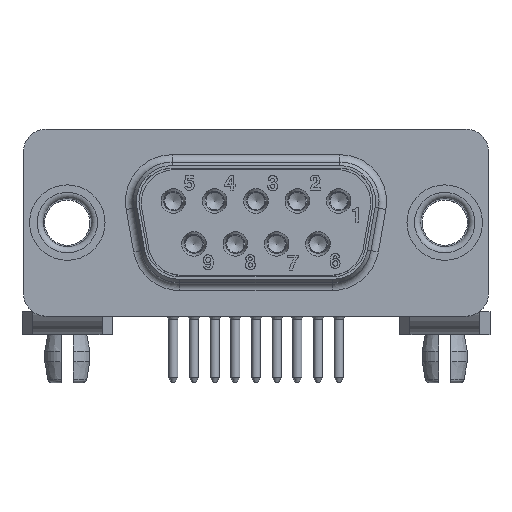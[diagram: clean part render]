
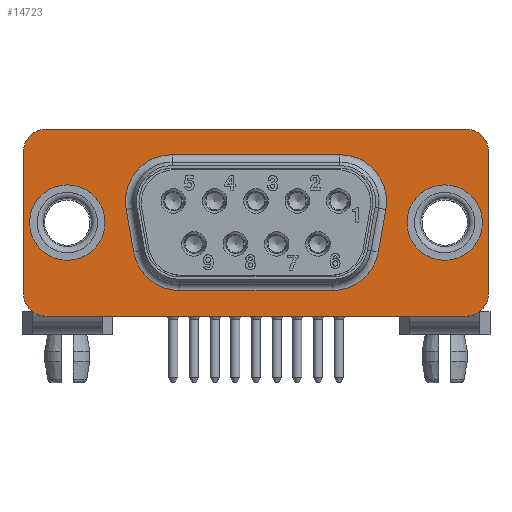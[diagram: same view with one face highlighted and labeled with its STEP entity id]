
A CAD part, top view. The second image highlights one B-rep face of the part: STEP entity #14723.
In plain terms, the highlighted face is planar.
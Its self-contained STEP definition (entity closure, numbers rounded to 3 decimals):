
#1793=LINE('',#28065,#2933);
#1794=LINE('',#28081,#2934);
#1796=LINE('',#28086,#2936);
#1798=LINE('',#28099,#2938);
#1802=LINE('',#28111,#2942);
#1803=LINE('',#28115,#2943);
#1804=LINE('',#28119,#2944);
#1805=LINE('',#28122,#2945);
#2933=VECTOR('',#19407,10.113);
#2934=VECTOR('',#19428,2.843);
#2936=VECTOR('',#19434,2.843);
#2938=VECTOR('',#19452,11.1);
#2942=VECTOR('',#19466,9.4);
#2943=VECTOR('',#19469,27.8);
#2944=VECTOR('',#19472,9.4);
#2945=VECTOR('',#19475,27.8);
#3505=PLANE('',#16015);
#3789=FACE_BOUND('',#5499,.T.);
#3790=FACE_BOUND('',#5500,.T.);
#3791=FACE_BOUND('',#5501,.T.);
#4495=FACE_OUTER_BOUND('',#5498,.T.);
#5498=EDGE_LOOP('',(#13075,#13076,#13077,#13078,#13079,#13080,#13081,#13082));
#5499=EDGE_LOOP('',(#13083));
#5500=EDGE_LOOP('',(#13084));
#5501=EDGE_LOOP('',(#13085,#13086,#13087,#13088,#13089,#13090,#13091,#13092));
#6160=CIRCLE('',#15995,3.1);
#6163=CIRCLE('',#15999,3.1);
#6167=CIRCLE('',#16006,3.1);
#6170=CIRCLE('',#16010,3.1);
#6171=CIRCLE('',#16016,1.5);
#6172=CIRCLE('',#16017,1.5);
#6173=CIRCLE('',#16018,1.5);
#6174=CIRCLE('',#16019,1.5);
#6175=CIRCLE('',#16020,2.5);
#6176=CIRCLE('',#16021,2.5);
#7362=VERTEX_POINT('',#28062);
#7363=VERTEX_POINT('',#28064);
#7365=VERTEX_POINT('',#28069);
#7366=VERTEX_POINT('',#28074);
#7368=VERTEX_POINT('',#28079);
#7369=VERTEX_POINT('',#28084);
#7371=VERTEX_POINT('',#28089);
#7372=VERTEX_POINT('',#28094);
#7373=VERTEX_POINT('',#28107);
#7374=VERTEX_POINT('',#28108);
#7375=VERTEX_POINT('',#28110);
#7376=VERTEX_POINT('',#28112);
#7377=VERTEX_POINT('',#28114);
#7378=VERTEX_POINT('',#28116);
#7379=VERTEX_POINT('',#28118);
#7380=VERTEX_POINT('',#28120);
#7381=VERTEX_POINT('',#28123);
#7382=VERTEX_POINT('',#28125);
#9316=EDGE_CURVE('',#7362,#7363,#1793,.T.);
#9319=EDGE_CURVE('',#7365,#7362,#6160,.T.);
#9322=EDGE_CURVE('',#7363,#7366,#6163,.T.);
#9324=EDGE_CURVE('',#7368,#7365,#1794,.T.);
#9327=EDGE_CURVE('',#7366,#7369,#1796,.T.);
#9329=EDGE_CURVE('',#7371,#7368,#6167,.T.);
#9332=EDGE_CURVE('',#7369,#7372,#6170,.T.);
#9334=EDGE_CURVE('',#7372,#7371,#1798,.T.);
#9338=EDGE_CURVE('',#7373,#7374,#6171,.T.);
#9339=EDGE_CURVE('',#7375,#7373,#1802,.T.);
#9340=EDGE_CURVE('',#7376,#7375,#6172,.T.);
#9341=EDGE_CURVE('',#7377,#7376,#1803,.T.);
#9342=EDGE_CURVE('',#7378,#7377,#6173,.T.);
#9343=EDGE_CURVE('',#7379,#7378,#1804,.T.);
#9344=EDGE_CURVE('',#7380,#7379,#6174,.T.);
#9345=EDGE_CURVE('',#7374,#7380,#1805,.T.);
#9346=EDGE_CURVE('',#7381,#7381,#6175,.T.);
#9347=EDGE_CURVE('',#7382,#7382,#6176,.T.);
#13075=ORIENTED_EDGE('',*,*,#9338,.F.);
#13076=ORIENTED_EDGE('',*,*,#9339,.F.);
#13077=ORIENTED_EDGE('',*,*,#9340,.F.);
#13078=ORIENTED_EDGE('',*,*,#9341,.F.);
#13079=ORIENTED_EDGE('',*,*,#9342,.F.);
#13080=ORIENTED_EDGE('',*,*,#9343,.F.);
#13081=ORIENTED_EDGE('',*,*,#9344,.F.);
#13082=ORIENTED_EDGE('',*,*,#9345,.F.);
#13083=ORIENTED_EDGE('',*,*,#9346,.T.);
#13084=ORIENTED_EDGE('',*,*,#9347,.T.);
#13085=ORIENTED_EDGE('',*,*,#9316,.F.);
#13086=ORIENTED_EDGE('',*,*,#9319,.F.);
#13087=ORIENTED_EDGE('',*,*,#9324,.F.);
#13088=ORIENTED_EDGE('',*,*,#9329,.F.);
#13089=ORIENTED_EDGE('',*,*,#9334,.F.);
#13090=ORIENTED_EDGE('',*,*,#9332,.F.);
#13091=ORIENTED_EDGE('',*,*,#9327,.F.);
#13092=ORIENTED_EDGE('',*,*,#9322,.F.);
#14723=ADVANCED_FACE('',(#4495,#3789,#3790,#3791),#3505,.F.);
#15995=AXIS2_PLACEMENT_3D('',#28071,#19414,#19415);
#15999=AXIS2_PLACEMENT_3D('',#28076,#19422,#19423);
#16006=AXIS2_PLACEMENT_3D('',#28091,#19439,#19440);
#16010=AXIS2_PLACEMENT_3D('',#28096,#19447,#19448);
#16015=AXIS2_PLACEMENT_3D('',#28106,#19462,#19463);
#16016=AXIS2_PLACEMENT_3D('',#28109,#19464,#19465);
#16017=AXIS2_PLACEMENT_3D('',#28113,#19467,#19468);
#16018=AXIS2_PLACEMENT_3D('',#28117,#19470,#19471);
#16019=AXIS2_PLACEMENT_3D('',#28121,#19473,#19474);
#16020=AXIS2_PLACEMENT_3D('',#28124,#19476,#19477);
#16021=AXIS2_PLACEMENT_3D('',#28126,#19478,#19479);
#19407=DIRECTION('',(-1.,0.,0.));
#19414=DIRECTION('center_axis',(0.,0.,-1.));
#19415=DIRECTION('ref_axis',(0.643,-0.766,0.));
#19422=DIRECTION('center_axis',(0.,0.,-1.));
#19423=DIRECTION('ref_axis',(-0.643,-0.766,0.));
#19428=DIRECTION('',(-0.174,-0.985,0.));
#19434=DIRECTION('',(-0.174,0.985,0.));
#19439=DIRECTION('center_axis',(0.,0.,-1.));
#19440=DIRECTION('ref_axis',(0.766,0.643,0.));
#19447=DIRECTION('center_axis',(0.,0.,-1.));
#19448=DIRECTION('ref_axis',(-0.766,0.643,0.));
#19452=DIRECTION('',(1.,0.,0.));
#19462=DIRECTION('center_axis',(0.,0.,1.));
#19463=DIRECTION('ref_axis',(1.,0.,0.));
#19464=DIRECTION('center_axis',(0.,0.,1.));
#19465=DIRECTION('ref_axis',(0.707,0.707,0.));
#19466=DIRECTION('',(0.,1.,0.));
#19467=DIRECTION('center_axis',(0.,0.,1.));
#19468=DIRECTION('ref_axis',(0.707,-0.707,0.));
#19469=DIRECTION('',(1.,0.,0.));
#19470=DIRECTION('center_axis',(0.,0.,1.));
#19471=DIRECTION('ref_axis',(-0.707,-0.707,0.));
#19472=DIRECTION('',(0.,-1.,0.));
#19473=DIRECTION('center_axis',(0.,0.,1.));
#19474=DIRECTION('ref_axis',(-0.707,0.707,0.));
#19475=DIRECTION('',(-1.,0.,0.));
#19476=DIRECTION('center_axis',(0.,0.,1.));
#19477=DIRECTION('ref_axis',(-1.,0.,0.));
#19478=DIRECTION('center_axis',(0.,0.,1.));
#19479=DIRECTION('ref_axis',(-1.,0.,0.));
#28062=CARTESIAN_POINT('',(5.056,-4.5,-0.4));
#28064=CARTESIAN_POINT('',(-5.056,-4.5,-0.4));
#28065=CARTESIAN_POINT('',(3.868,-4.5,-0.4));
#28069=CARTESIAN_POINT('',(8.109,-1.938,-0.4));
#28071=CARTESIAN_POINT('Origin',(5.056,-1.4,-0.4));
#28074=CARTESIAN_POINT('',(-8.109,-1.938,-0.4));
#28076=CARTESIAN_POINT('Origin',(-5.056,-1.4,-0.4));
#28079=CARTESIAN_POINT('',(8.603,0.862,-0.4));
#28081=CARTESIAN_POINT('',(8.272,-1.017,-0.4));
#28084=CARTESIAN_POINT('',(-8.603,0.862,-0.4));
#28086=CARTESIAN_POINT('',(-8.285,-0.94,-0.4));
#28089=CARTESIAN_POINT('',(5.55,4.5,-0.4));
#28091=CARTESIAN_POINT('Origin',(5.55,1.4,-0.4));
#28094=CARTESIAN_POINT('',(-5.55,4.5,-0.4));
#28096=CARTESIAN_POINT('Origin',(-5.55,1.4,-0.4));
#28099=CARTESIAN_POINT('',(3.868,4.5,-0.4));
#28106=CARTESIAN_POINT('Origin',(7.735,0.027,-0.4));
#28107=CARTESIAN_POINT('',(15.4,4.7,-0.4));
#28108=CARTESIAN_POINT('',(13.9,6.2,-0.4));
#28109=CARTESIAN_POINT('Origin',(13.9,4.7,-0.4));
#28110=CARTESIAN_POINT('',(15.4,-4.7,-0.4));
#28111=CARTESIAN_POINT('',(15.4,-6.2,-0.4));
#28112=CARTESIAN_POINT('',(13.9,-6.2,-0.4));
#28113=CARTESIAN_POINT('Origin',(13.9,-4.7,-0.4));
#28114=CARTESIAN_POINT('',(-13.9,-6.2,-0.4));
#28115=CARTESIAN_POINT('',(-15.4,-6.2,-0.4));
#28116=CARTESIAN_POINT('',(-15.4,-4.7,-0.4));
#28117=CARTESIAN_POINT('Origin',(-13.9,-4.7,-0.4));
#28118=CARTESIAN_POINT('',(-15.4,4.7,-0.4));
#28119=CARTESIAN_POINT('',(-15.4,6.2,-0.4));
#28120=CARTESIAN_POINT('',(-13.9,6.2,-0.4));
#28121=CARTESIAN_POINT('Origin',(-13.9,4.7,-0.4));
#28122=CARTESIAN_POINT('',(15.4,6.2,-0.4));
#28123=CARTESIAN_POINT('',(15.,0.,-0.4));
#28124=CARTESIAN_POINT('Origin',(12.5,0.,-0.4));
#28125=CARTESIAN_POINT('',(-10.,0.,-0.4));
#28126=CARTESIAN_POINT('Origin',(-12.5,0.,-0.4));
